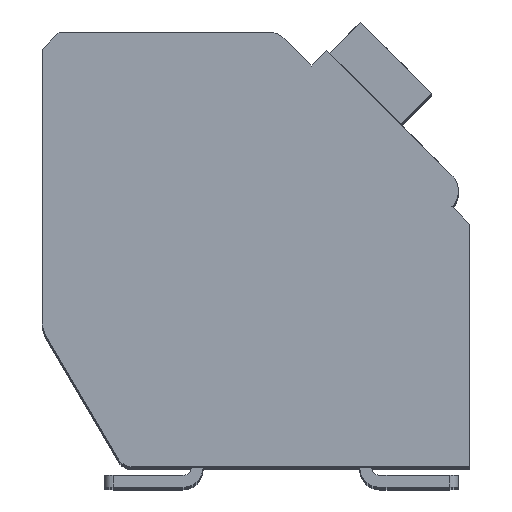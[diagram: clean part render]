
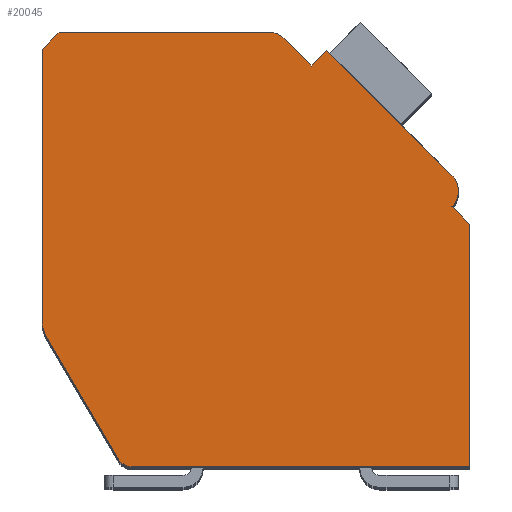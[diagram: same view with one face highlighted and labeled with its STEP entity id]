
A CAD part, top view. The second image highlights one B-rep face of the part: STEP entity #20045.
In plain terms, the highlighted planar face has unit normal (0, 0, 1).
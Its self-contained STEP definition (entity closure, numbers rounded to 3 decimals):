
#1701=DIRECTION('',(0.,-1.,0.));
#1702=VECTOR('',#1701,8.053);
#1703=CARTESIAN_POINT('',(-12.7,12.4,2.1));
#1704=LINE('',#1703,#1702);
#1705=DIRECTION('',(-0.707,-0.707,0.));
#1706=VECTOR('',#1705,0.707);
#1707=CARTESIAN_POINT('',(-12.2,12.9,2.1));
#1708=LINE('',#1707,#1706);
#1709=DIRECTION('',(-1.,0.,0.));
#1710=VECTOR('',#1709,6.298);
#1711=CARTESIAN_POINT('',(-5.902,12.9,2.1));
#1712=LINE('',#1711,#1710);
#1713=CARTESIAN_POINT('',(-5.902,12.4,2.1));
#1714=DIRECTION('',(0.,0.,1.));
#1715=DIRECTION('',(0.707,0.707,0.));
#1716=AXIS2_PLACEMENT_3D('',#1713,#1714,#1715);
#1718=DIRECTION('',(-0.707,0.707,0.));
#1719=VECTOR('',#1718,1.197);
#1720=CARTESIAN_POINT('',(-4.702,11.907,2.1));
#1721=LINE('',#1720,#1719);
#1722=DIRECTION('',(-0.707,-0.707,0.));
#1723=VECTOR('',#1722,0.65);
#1724=CARTESIAN_POINT('',(-4.243,12.367,2.1));
#1725=LINE('',#1724,#1723);
#1726=DIRECTION('',(-0.707,0.707,0.));
#1727=VECTOR('',#1726,5.25);
#1728=CARTESIAN_POINT('',(-0.53,8.655,2.1));
#1729=LINE('',#1728,#1727);
#1730=CARTESIAN_POINT('',(-0.99,8.195,2.1));
#1731=DIRECTION('',(0.,0.,1.));
#1732=DIRECTION('',(0.707,-0.707,0.));
#1733=AXIS2_PLACEMENT_3D('',#1730,#1731,#1732);
#1735=DIRECTION('',(-0.707,0.707,0.));
#1736=VECTOR('',#1735,0.75);
#1737=CARTESIAN_POINT('',(0.,7.205,2.1));
#1738=LINE('',#1737,#1736);
#1739=DIRECTION('',(0.,1.,0.));
#1740=VECTOR('',#1739,7.205);
#1741=CARTESIAN_POINT('',(0.,0.,2.1));
#1742=LINE('',#1741,#1740);
#1743=DIRECTION('',(1.,0.,0.));
#1744=VECTOR('',#1743,10.014);
#1745=CARTESIAN_POINT('',(-10.014,0.,2.1));
#1746=LINE('',#1745,#1744);
#1747=CARTESIAN_POINT('',(-10.014,0.5,2.1));
#1748=DIRECTION('',(0.,0.,1.));
#1749=DIRECTION('',(-0.862,-0.508,0.));
#1750=AXIS2_PLACEMENT_3D('',#1747,#1748,#1749);
#1752=DIRECTION('',(0.508,-0.862,0.));
#1753=VECTOR('',#1752,4.17);
#1754=CARTESIAN_POINT('',(-12.562,3.839,2.1));
#1755=LINE('',#1754,#1753);
#1756=CARTESIAN_POINT('',(-11.7,4.347,2.1));
#1757=DIRECTION('',(0.,0.,1.));
#1758=DIRECTION('',(-1.,0.,0.));
#1759=AXIS2_PLACEMENT_3D('',#1756,#1757,#1758);
#14023=CARTESIAN_POINT('',(-12.7,12.4,2.1));
#14024=CARTESIAN_POINT('',(-12.7,4.347,2.1));
#14025=VERTEX_POINT('',#14023);
#14026=VERTEX_POINT('',#14024);
#14027=CARTESIAN_POINT('',(-12.562,3.839,2.1));
#14028=VERTEX_POINT('',#14027);
#14029=CARTESIAN_POINT('',(-10.445,0.246,2.1));
#14030=VERTEX_POINT('',#14029);
#14031=CARTESIAN_POINT('',(-10.014,0.,2.1));
#14032=VERTEX_POINT('',#14031);
#14033=CARTESIAN_POINT('',(0.,0.,2.1));
#14034=VERTEX_POINT('',#14033);
#14035=CARTESIAN_POINT('',(0.,7.205,2.1));
#14036=VERTEX_POINT('',#14035);
#14037=CARTESIAN_POINT('',(-0.53,7.735,2.1));
#14038=VERTEX_POINT('',#14037);
#14039=CARTESIAN_POINT('',(-0.53,8.655,2.1));
#14040=VERTEX_POINT('',#14039);
#14041=CARTESIAN_POINT('',(-4.243,12.367,2.1));
#14042=VERTEX_POINT('',#14041);
#14043=CARTESIAN_POINT('',(-4.702,11.907,2.1));
#14044=VERTEX_POINT('',#14043);
#14045=CARTESIAN_POINT('',(-5.548,12.754,2.1));
#14046=VERTEX_POINT('',#14045);
#14047=CARTESIAN_POINT('',(-5.902,12.9,2.1));
#14048=VERTEX_POINT('',#14047);
#14049=CARTESIAN_POINT('',(-12.2,12.9,2.1));
#14050=VERTEX_POINT('',#14049);
#20015=CARTESIAN_POINT('',(0.,0.,2.1));
#20016=DIRECTION('',(0.,0.,1.));
#20017=DIRECTION('',(1.,0.,0.));
#20018=AXIS2_PLACEMENT_3D('',#20015,#20016,#20017);
#20019=PLANE('',#20018);
#20020=ORIENTED_EDGE('',*,*,#18229,.F.);
#20022=ORIENTED_EDGE('',*,*,#20021,.F.);
#20024=ORIENTED_EDGE('',*,*,#20023,.F.);
#20026=ORIENTED_EDGE('',*,*,#20025,.F.);
#20028=ORIENTED_EDGE('',*,*,#20027,.F.);
#20030=ORIENTED_EDGE('',*,*,#20029,.F.);
#20032=ORIENTED_EDGE('',*,*,#20031,.F.);
#20034=ORIENTED_EDGE('',*,*,#20033,.F.);
#20036=ORIENTED_EDGE('',*,*,#20035,.F.);
#20037=ORIENTED_EDGE('',*,*,#18580,.F.);
#20038=ORIENTED_EDGE('',*,*,#19817,.F.);
#20039=ORIENTED_EDGE('',*,*,#19417,.F.);
#20040=ORIENTED_EDGE('',*,*,#19161,.F.);
#20042=ORIENTED_EDGE('',*,*,#20041,.F.);
#20043=EDGE_LOOP('',(#20020,#20022,#20024,#20026,#20028,#20030,#20032,#20034,
#20036,#20037,#20038,#20039,#20040,#20042));
#20044=FACE_OUTER_BOUND('',#20043,.F.);
#1717=CIRCLE('',#1716,0.5);
#1734=CIRCLE('',#1733,0.65);
#1751=CIRCLE('',#1750,0.5);
#1760=CIRCLE('',#1759,1.);
#18229=EDGE_CURVE('',#14025,#14026,#1704,.T.);
#18580=EDGE_CURVE('',#14034,#14036,#1742,.T.);
#19161=EDGE_CURVE('',#14028,#14030,#1755,.T.);
#19417=EDGE_CURVE('',#14030,#14032,#1751,.T.);
#19817=EDGE_CURVE('',#14032,#14034,#1746,.T.);
#20021=EDGE_CURVE('',#14050,#14025,#1708,.T.);
#20023=EDGE_CURVE('',#14048,#14050,#1712,.T.);
#20025=EDGE_CURVE('',#14046,#14048,#1717,.T.);
#20027=EDGE_CURVE('',#14044,#14046,#1721,.T.);
#20029=EDGE_CURVE('',#14042,#14044,#1725,.T.);
#20031=EDGE_CURVE('',#14040,#14042,#1729,.T.);
#20033=EDGE_CURVE('',#14038,#14040,#1734,.T.);
#20035=EDGE_CURVE('',#14036,#14038,#1738,.T.);
#20041=EDGE_CURVE('',#14026,#14028,#1760,.T.);
#20045=ADVANCED_FACE('',(#20044),#20019,.T.);
